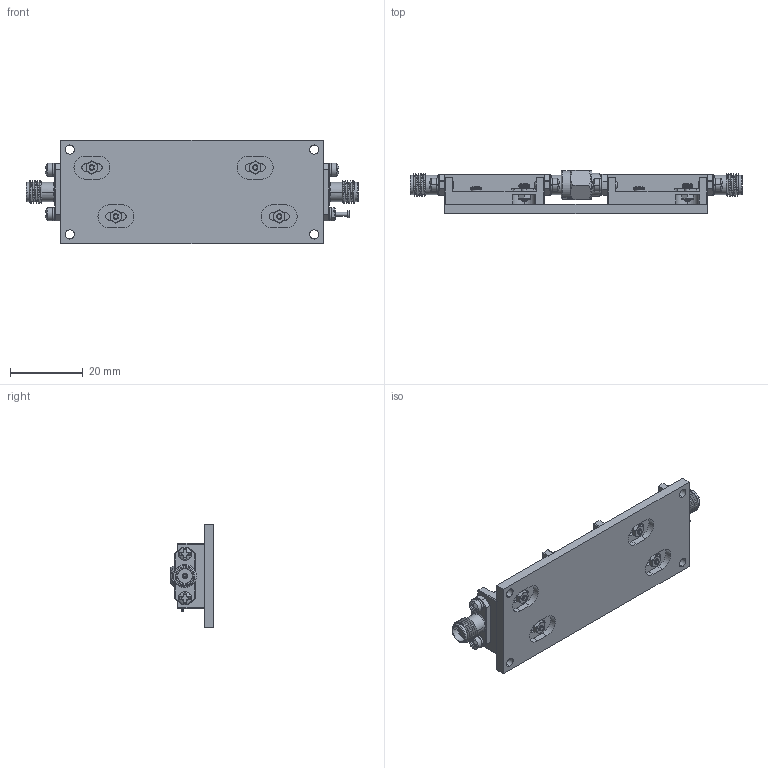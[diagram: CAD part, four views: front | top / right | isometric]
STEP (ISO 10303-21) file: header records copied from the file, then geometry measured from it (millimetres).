
FILE_DESCRIPTION (( 'STEP AP214' ), '1' );
FILE_NAME ('PE2-60-1R018R0-4R5-22-12-SFF.STEP', '2022-10-20T14:10:26', ( '' ), ( '' ), 'SwSTEP 2.0', 'SolidWorks 2022', '' );
FILE_SCHEMA (( 'AUTOMOTIVE_DESIGN' ));
Length unit declared in the file: inch
Products named in the file (1): PE2-60-1R018R0-4R5-22-12-SFF
Bounding box: 91.44 x 11.89 x 28.45 mm (x, y, z)
Volume: 11250.9 mm3; surface area: 15286.3 mm2
Topology: 64 solids, 64 shells, 2362 faces, 5668 edges, 3431 vertices
Faces by surface type: cylinder 792, plane 745, cone 362, torus 212, sphere 130, bspline 121
Entity records: 104687 total; most frequent: CARTESIAN_POINT 19075, DIRECTION 11622, ORIENTED_EDGE 11168, EDGE_CURVE 5584, AXIS2_PLACEMENT_3D 4698, VERTEX_POINT 3431, EDGE_LOOP 2539, CIRCLE 2456
